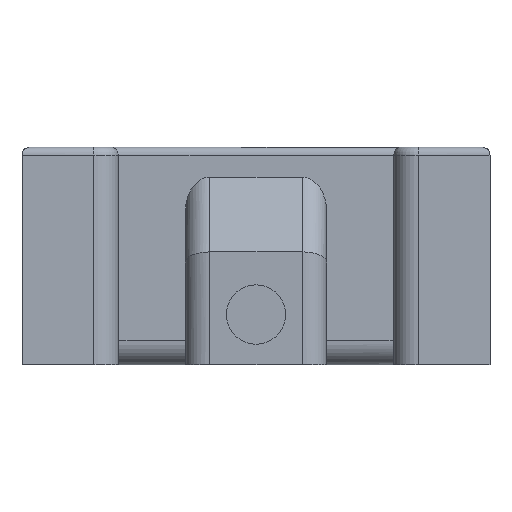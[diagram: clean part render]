
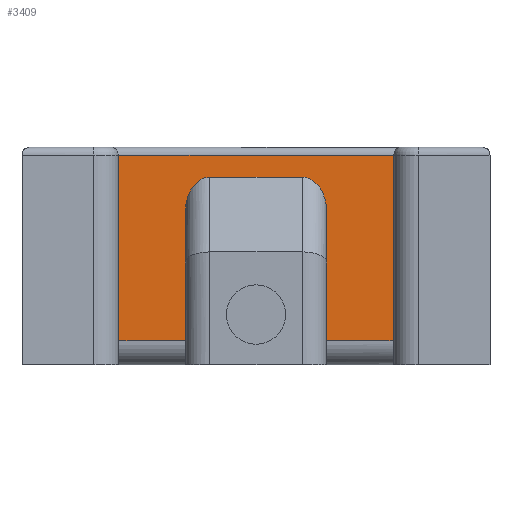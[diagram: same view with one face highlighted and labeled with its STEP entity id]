
A CAD part, front view. The second image highlights one B-rep face of the part: STEP entity #3409.
In plain terms, the highlighted planar face has unit normal (0, -1, 0).
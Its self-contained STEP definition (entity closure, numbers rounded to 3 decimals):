
#69=PLANE('',#3711);
#231=FACE_OUTER_BOUND('',#432,.T.);
#432=EDGE_LOOP('',(#2539,#2540,#2541,#2542,#2543,#2544,#2545,#2546,#2547,
#2548));
#796=LINE('',#5372,#1128);
#830=LINE('',#5471,#1162);
#832=LINE('',#5477,#1164);
#833=LINE('',#5479,#1165);
#834=LINE('',#5481,#1166);
#835=LINE('',#5485,#1167);
#836=LINE('',#5489,#1168);
#837=LINE('',#5490,#1169);
#1128=VECTOR('',#4241,10.);
#1162=VECTOR('',#4349,10.);
#1164=VECTOR('',#4355,10.);
#1165=VECTOR('',#4356,10.);
#1166=VECTOR('',#4357,10.);
#1167=VECTOR('',#4360,10.);
#1168=VECTOR('',#4363,10.);
#1169=VECTOR('',#4364,10.);
#1408=ELLIPSE('',#3712,4.243,3.);
#1409=ELLIPSE('',#3713,4.243,3.);
#1450=VERTEX_POINT('',#5150);
#1518=VERTEX_POINT('',#5363);
#1548=VERTEX_POINT('',#5470);
#1550=VERTEX_POINT('',#5476);
#1551=VERTEX_POINT('',#5478);
#1552=VERTEX_POINT('',#5480);
#1553=VERTEX_POINT('',#5482);
#1554=VERTEX_POINT('',#5484);
#1555=VERTEX_POINT('',#5486);
#1556=VERTEX_POINT('',#5488);
#1888=EDGE_CURVE('',#1518,#1450,#796,.T.);
#1938=EDGE_CURVE('',#1548,#1450,#830,.T.);
#1941=EDGE_CURVE('',#1518,#1550,#832,.T.);
#1942=EDGE_CURVE('',#1551,#1550,#833,.T.);
#1943=EDGE_CURVE('',#1551,#1552,#834,.T.);
#1944=EDGE_CURVE('',#1553,#1552,#1408,.F.);
#1945=EDGE_CURVE('',#1554,#1553,#835,.T.);
#1946=EDGE_CURVE('',#1555,#1554,#1409,.F.);
#1947=EDGE_CURVE('',#1555,#1556,#836,.T.);
#1948=EDGE_CURVE('',#1548,#1556,#837,.T.);
#2539=ORIENTED_EDGE('',*,*,#1888,.F.);
#2540=ORIENTED_EDGE('',*,*,#1941,.T.);
#2541=ORIENTED_EDGE('',*,*,#1942,.F.);
#2542=ORIENTED_EDGE('',*,*,#1943,.T.);
#2543=ORIENTED_EDGE('',*,*,#1944,.F.);
#2544=ORIENTED_EDGE('',*,*,#1945,.F.);
#2545=ORIENTED_EDGE('',*,*,#1946,.F.);
#2546=ORIENTED_EDGE('',*,*,#1947,.T.);
#2547=ORIENTED_EDGE('',*,*,#1948,.F.);
#2548=ORIENTED_EDGE('',*,*,#1938,.T.);
#3409=ADVANCED_FACE('',(#231),#69,.F.);
#3711=AXIS2_PLACEMENT_3D('',#5475,#4353,#4354);
#3712=AXIS2_PLACEMENT_3D('',#5483,#4358,#4359);
#3713=AXIS2_PLACEMENT_3D('',#5487,#4361,#4362);
#4241=DIRECTION('',(1.,0.,0.));
#4349=DIRECTION('',(0.,0.,1.));
#4353=DIRECTION('center_axis',(0.,1.,0.));
#4354=DIRECTION('ref_axis',(1.,0.,0.));
#4355=DIRECTION('',(0.,0.,-1.));
#4356=DIRECTION('',(-1.,0.,0.));
#4357=DIRECTION('',(0.,0.,1.));
#4358=DIRECTION('center_axis',(0.,1.,0.));
#4359=DIRECTION('ref_axis',(0.,0.,1.));
#4360=DIRECTION('',(-1.,0.,0.));
#4361=DIRECTION('center_axis',(0.,1.,0.));
#4362=DIRECTION('ref_axis',(0.,0.,1.));
#4363=DIRECTION('',(0.,0.,-1.));
#4364=DIRECTION('',(-1.,0.,0.));
#5150=CARTESIAN_POINT('',(-199.566,-183.25,335.));
#5363=CARTESIAN_POINT('',(-239.25,-183.25,335.));
#5372=CARTESIAN_POINT('',(-228.65,-183.25,335.));
#5470=CARTESIAN_POINT('',(-199.566,-183.25,312.));
#5471=CARTESIAN_POINT('',(-199.566,-183.25,336.));
#5475=CARTESIAN_POINT('Origin',(-239.25,-183.25,336.));
#5476=CARTESIAN_POINT('',(-239.25,-183.25,312.));
#5477=CARTESIAN_POINT('',(-239.25,-183.25,336.));
#5478=CARTESIAN_POINT('',(-230.399,-183.25,312.));
#5479=CARTESIAN_POINT('',(-229.846,-183.25,312.));
#5480=CARTESIAN_POINT('',(-230.399,-183.25,328.007));
#5481=CARTESIAN_POINT('',(-230.399,-183.25,322.5));
#5482=CARTESIAN_POINT('',(-227.399,-183.25,332.25));
#5483=CARTESIAN_POINT('Origin',(-227.399,-183.25,328.007));
#5484=CARTESIAN_POINT('',(-215.899,-183.25,332.25));
#5485=CARTESIAN_POINT('',(-230.449,-183.25,332.25));
#5486=CARTESIAN_POINT('',(-212.899,-183.25,328.007));
#5487=CARTESIAN_POINT('Origin',(-215.899,-183.25,328.007));
#5488=CARTESIAN_POINT('',(-212.899,-183.25,312.));
#5489=CARTESIAN_POINT('',(-212.899,-183.25,322.5));
#5490=CARTESIAN_POINT('',(-229.846,-183.25,312.));
